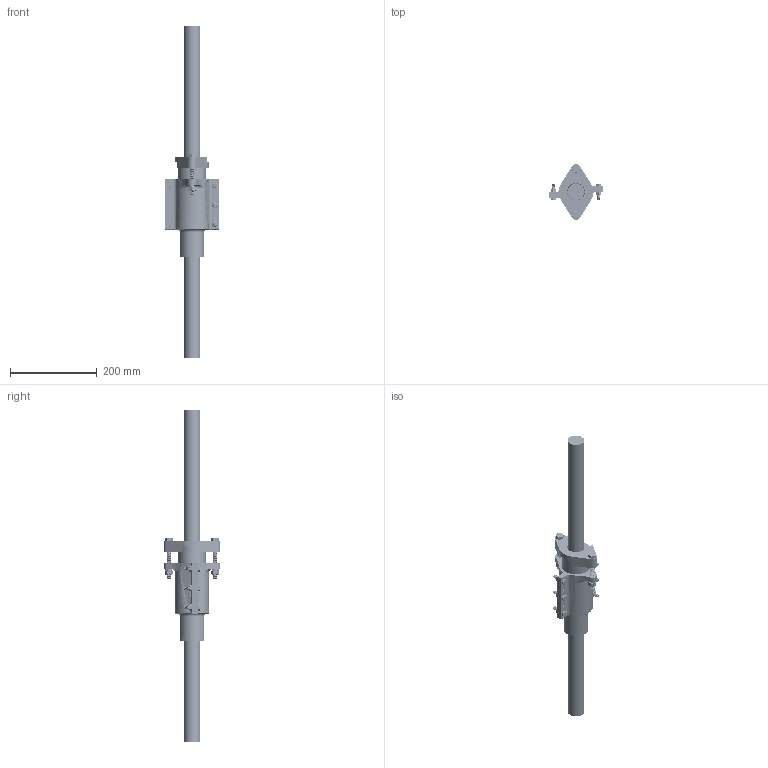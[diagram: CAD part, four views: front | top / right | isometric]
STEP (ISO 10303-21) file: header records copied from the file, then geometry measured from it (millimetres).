
FILE_DESCRIPTION(('FreeCAD Model'),'2;1');
FILE_NAME('Open CASCADE Shape Model','2025-05-03T18:57:54',('FreeCAD'),( 'FreeCAD'),'Open CASCADE STEP processor 7.6','FreeCAD','Unknown');
FILE_SCHEMA(('AUTOMOTIVE_DESIGN { 1 0 10303 214 1 1 1 1 }'));
Products named in the file (1): Open CASCADE STEP translator 7.6 1
Bounding box: 122.33 x 128.67 x 764.57 mm (x, y, z)
Volume: 1647486.9 mm3; surface area: 333436.1 mm2
Topology: 36 solids, 36 shells, 1237 faces, 3313 edges, 2150 vertices
Faces by surface type: bspline 1237
Entity records: 95135 total; most frequent: CARTESIAN_POINT 76939, ORIENTED_EDGE 6626, EDGE_CURVE 3313, VERTEX_POINT 2150, B_SPLINE_CURVE_WITH_KNOTS 1833, FACE_BOUND 1353, EDGE_LOOP 1353, ADVANCED_FACE 1237
